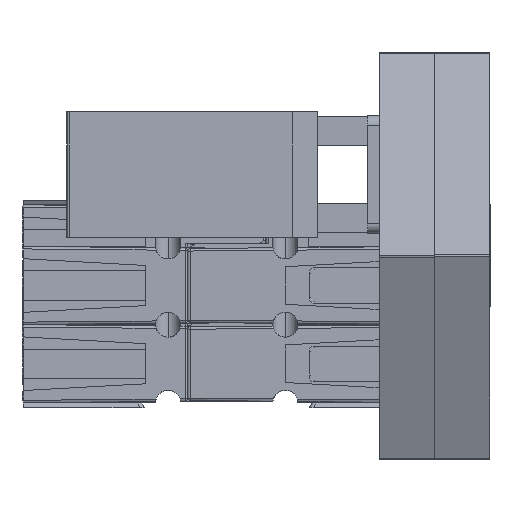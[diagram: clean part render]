
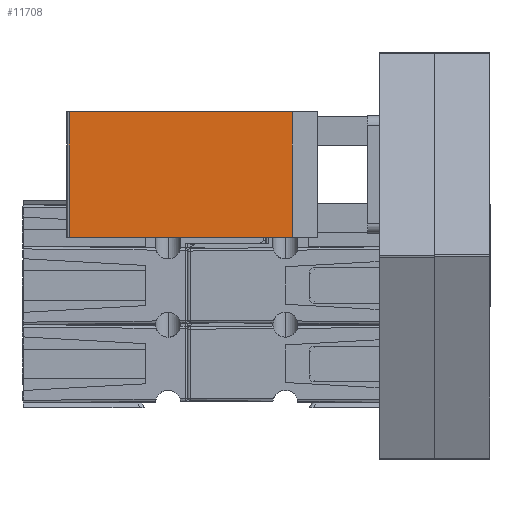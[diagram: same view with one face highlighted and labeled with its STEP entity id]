
A CAD part, left-side view. The second image highlights one B-rep face of the part: STEP entity #11708.
In plain terms, the highlighted face is planar.
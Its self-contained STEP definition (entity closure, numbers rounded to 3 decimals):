
#421 = CARTESIAN_POINT ( 'NONE',  ( -6.35, 2.54, 3.175 ) ) ;
#2466 = VECTOR ( 'NONE', #15850, 1000. ) ;
#3670 = VECTOR ( 'NONE', #20168, 1000. ) ;
#4082 = VERTEX_POINT ( 'NONE', #6584 ) ;
#4121 = VECTOR ( 'NONE', #15530, 1000. ) ;
#6477 = FACE_OUTER_BOUND ( 'NONE', #7163, .T. ) ;
#6502 = PLANE ( 'NONE',  #18725 ) ;
#6584 = CARTESIAN_POINT ( 'NONE',  ( 6.35, 2.54, 3.175 ) ) ;
#6848 = CARTESIAN_POINT ( 'NONE',  ( -6.35, 25.4, 3.175 ) ) ;
#7159 = DIRECTION ( 'NONE',  ( 0., 0., -1. ) ) ;
#7163 = EDGE_LOOP ( 'NONE', ( #13674, #14246, #18202, #13999 ) ) ;
#7183 = DIRECTION ( 'NONE',  ( -1., 0., 0. ) ) ;
#7277 = EDGE_CURVE ( 'NONE', #8998, #4082, #15560, .T. ) ;
#8142 = CARTESIAN_POINT ( 'NONE',  ( 6.35, 25.146, 3.175 ) ) ;
#8833 = CARTESIAN_POINT ( 'NONE',  ( -6.35, 25.146, 3.175 ) ) ;
#8998 = VERTEX_POINT ( 'NONE', #8142 ) ;
#9107 = VERTEX_POINT ( 'NONE', #421 ) ;
#11708 = ADVANCED_FACE ( 'NONE', ( #6477 ), #6502, .F. ) ;
#13674 = ORIENTED_EDGE ( 'NONE', *, *, #7277, .F. ) ;
#13999 = ORIENTED_EDGE ( 'NONE', *, *, #17307, .T. ) ;
#14246 = ORIENTED_EDGE ( 'NONE', *, *, #18888, .T. ) ;
#15530 = DIRECTION ( 'NONE',  ( 0., -1., 0. ) ) ;
#15556 = CARTESIAN_POINT ( 'NONE',  ( 6.35, 25.4, 3.175 ) ) ;
#15560 = LINE ( 'NONE', #15556, #4121 ) ;
#15850 = DIRECTION ( 'NONE',  ( 1., 0., 0. ) ) ;
#15871 = CARTESIAN_POINT ( 'NONE',  ( -6.35, 2.54, 3.175 ) ) ;
#15897 = LINE ( 'NONE', #15871, #2466 ) ;
#15998 = LINE ( 'NONE', #16814, #19973 ) ;
#16492 = EDGE_CURVE ( 'NONE', #16908, #9107, #15998, .T. ) ;
#16814 = CARTESIAN_POINT ( 'NONE',  ( -6.35, 25.4, 3.175 ) ) ;
#16908 = VERTEX_POINT ( 'NONE', #8833 ) ;
#17058 = DIRECTION ( 'NONE',  ( 0., -1., 0. ) ) ;
#17307 = EDGE_CURVE ( 'NONE', #9107, #4082, #15897, .T. ) ;
#17554 = LINE ( 'NONE', #20059, #3670 ) ;
#18202 = ORIENTED_EDGE ( 'NONE', *, *, #16492, .T. ) ;
#18725 = AXIS2_PLACEMENT_3D ( 'NONE', #6848, #7159, #7183 ) ;
#18888 = EDGE_CURVE ( 'NONE', #8998, #16908, #17554, .T. ) ;
#19973 = VECTOR ( 'NONE', #17058, 1000. ) ;
#20059 = CARTESIAN_POINT ( 'NONE',  ( -6.35, 25.146, 3.175 ) ) ;
#20168 = DIRECTION ( 'NONE',  ( -1., 0., 0. ) ) ;
